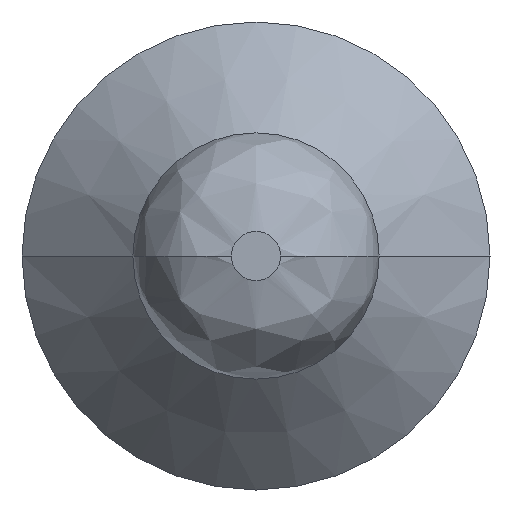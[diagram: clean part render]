
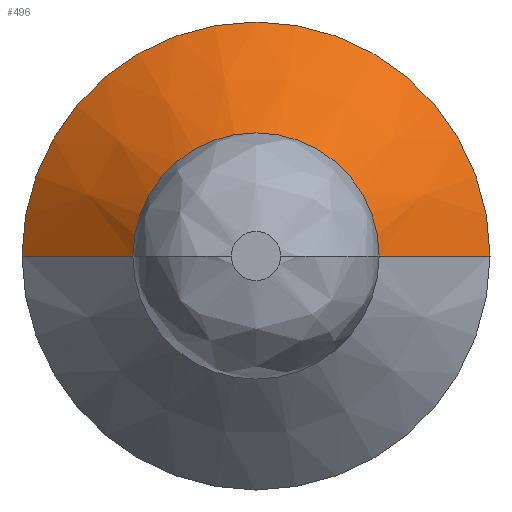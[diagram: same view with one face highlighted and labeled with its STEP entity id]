
A CAD part, left-side view. The second image highlights one B-rep face of the part: STEP entity #496.
In plain terms, the highlighted conical face has half-angle 45 degrees and reference radius 1.45 mm.
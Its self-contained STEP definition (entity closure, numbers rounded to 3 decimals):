
#126=CARTESIAN_POINT('',(0.9,0.,0.));
#127=DIRECTION('',(1.,0.,0.));
#128=DIRECTION('',(0.,1.,0.));
#129=AXIS2_PLACEMENT_3D('',#126,#127,#128);
#131=DIRECTION('',(-0.707,-0.707,0.));
#132=VECTOR('',#131,1.273);
#133=CARTESIAN_POINT('',(0.9,1.9,0.));
#134=LINE('',#133,#132);
#135=DIRECTION('',(-0.707,0.707,0.));
#136=VECTOR('',#135,1.273);
#137=CARTESIAN_POINT('',(0.9,-1.9,0.));
#138=LINE('',#137,#136);
#187=CARTESIAN_POINT('',(0.,0.,0.));
#188=DIRECTION('',(1.,0.,0.));
#189=DIRECTION('',(0.,1.,0.));
#190=AXIS2_PLACEMENT_3D('',#187,#188,#189);
#285=CARTESIAN_POINT('',(0.9,1.9,0.));
#287=VERTEX_POINT('',#285);
#288=CARTESIAN_POINT('',(0.,1.,0.));
#289=VERTEX_POINT('',#288);
#299=CARTESIAN_POINT('',(0.9,-1.9,0.));
#301=VERTEX_POINT('',#299);
#302=CARTESIAN_POINT('',(0.,-1.,0.));
#303=VERTEX_POINT('',#302);
#482=CARTESIAN_POINT('',(0.45,0.,0.));
#483=DIRECTION('',(1.,0.,0.));
#484=DIRECTION('',(0.,-1.,0.));
#485=AXIS2_PLACEMENT_3D('',#482,#483,#484);
#486=CONICAL_SURFACE('',#485,1.45,45.);
#488=ORIENTED_EDGE('',*,*,#487,.F.);
#489=ORIENTED_EDGE('',*,*,#477,.T.);
#491=ORIENTED_EDGE('',*,*,#490,.T.);
#493=ORIENTED_EDGE('',*,*,#492,.F.);
#494=EDGE_LOOP('',(#488,#489,#491,#493));
#495=FACE_OUTER_BOUND('',#494,.F.);
#496=ADVANCED_FACE('',(#495),#486,.T.);
#130=CIRCLE('',#129,1.9);
#191=CIRCLE('',#190,1.);
#477=EDGE_CURVE('',#287,#301,#130,.T.);
#487=EDGE_CURVE('',#287,#289,#134,.T.);
#490=EDGE_CURVE('',#301,#303,#138,.T.);
#492=EDGE_CURVE('',#289,#303,#191,.T.);
